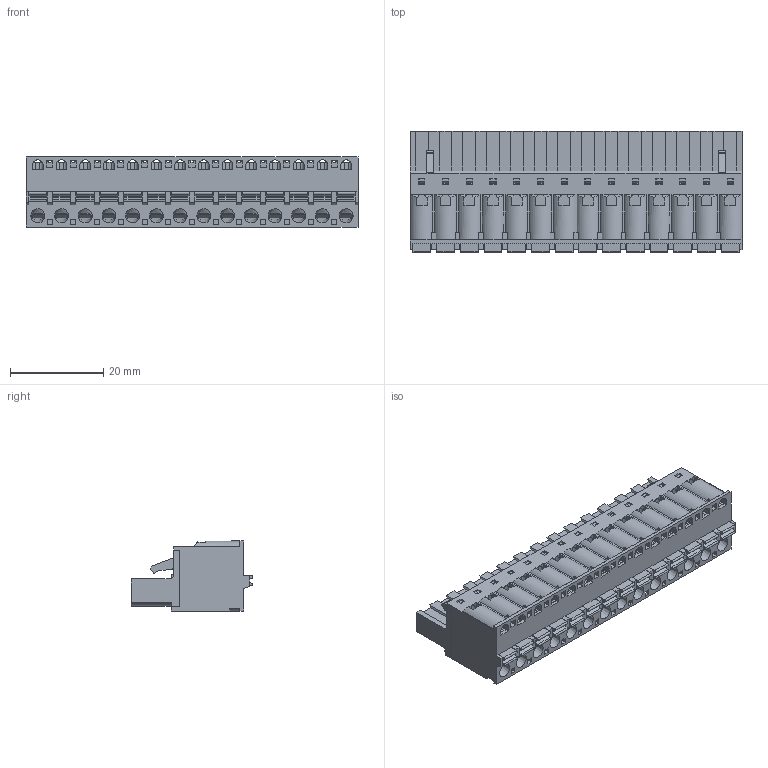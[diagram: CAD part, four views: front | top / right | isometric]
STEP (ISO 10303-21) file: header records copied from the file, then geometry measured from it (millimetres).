
FILE_DESCRIPTION(/* description */ ('Unknown'),/* implementation_level */ '2;1');
FILE_NAME(/* name */ '691353500014',/* time_stamp */ '2022-01-18T15:37:47+01:00',/* author */ ('Unknown'),/* organization */ ('Unknown'),/* preprocessor_version */ 'ST-DEVELOPER v16.7',/* originating_system */ 'Solid Edge',/* authorisation */ 'Unknown');
FILE_SCHEMA (('AUTOMOTIVE_DESIGN {1 0 10303 214 3 1 1}'));
Products named in the file (6): 6913535000xx; 691353500014; 691353500014_BAS; 6913535000xx_LANGUETTE; 6913535000xx_PIN; 6913535000xx_BOUTON
Assembly tree (44 placements, depth 2):
  6913535000xx
    691353500014
    691353500014_BAS
    6913535000xx_LANGUETTE  x14
    6913535000xx_PIN  x14
    6913535000xx_BOUTON  x14
Bounding box: 71.12 x 26.05 x 15 mm (x, y, z)
Volume: 11225.5 mm3; surface area: 27907.3 mm2
Topology: 44 solids, 44 shells, 3812 faces, 10885 edges, 7094 vertices
Faces by surface type: plane 2950, cylinder 806, bspline 42, cone 14
Full cylindrical faces by diameter (mm): 1.5 x14, 3 x14
Entity records: 65430 total; most frequent: CARTESIAN_POINT 13254, ORIENTED_EDGE 11202, DIRECTION 10133, EDGE_CURVE 5601, LINE 4891, VECTOR 4891, VERTEX_POINT 3686, AXIS2_PLACEMENT_3D 2621
